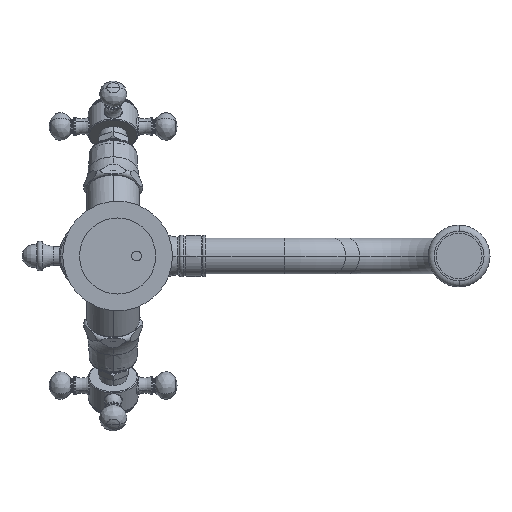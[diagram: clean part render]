
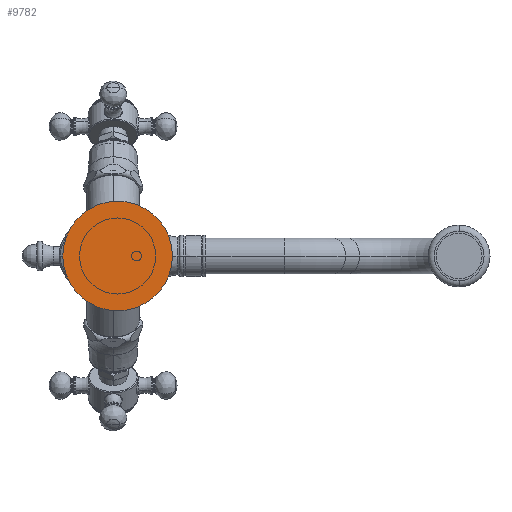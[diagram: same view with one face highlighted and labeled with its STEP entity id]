
A CAD part, front view. The second image highlights one B-rep face of the part: STEP entity #9782.
In plain terms, the highlighted planar face has unit normal (0, -1, 0).
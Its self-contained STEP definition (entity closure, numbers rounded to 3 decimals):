
#2468=CARTESIAN_POINT('',(0.,-5.,0.));
#2469=DIRECTION('',(0.,1.,0.));
#2470=DIRECTION('',(1.,0.,0.));
#2471=AXIS2_PLACEMENT_3D('',#2468,#2469,#2470);
#2482=CARTESIAN_POINT('',(0.,-5.,0.));
#2483=DIRECTION('',(0.,-1.,0.));
#2484=DIRECTION('',(1.,0.,0.));
#2485=AXIS2_PLACEMENT_3D('',#2482,#2483,#2484);
#7125=CARTESIAN_POINT('',(27.5,-5.,0.));
#7126=CARTESIAN_POINT('',(-27.5,-5.,0.));
#7127=VERTEX_POINT('',#7125);
#7128=VERTEX_POINT('',#7126);
#9773=CARTESIAN_POINT('',(0.,-5.,0.));
#9774=DIRECTION('',(0.,-1.,0.));
#9775=DIRECTION('',(-1.,0.,0.));
#9776=AXIS2_PLACEMENT_3D('',#9773,#9774,#9775);
#9777=PLANE('',#9776);
#9778=ORIENTED_EDGE('',*,*,#9760,.F.);
#9779=ORIENTED_EDGE('',*,*,#9739,.T.);
#9780=EDGE_LOOP('',(#9778,#9779));
#9781=FACE_OUTER_BOUND('',#9780,.F.);
#9782=ADVANCED_FACE('',(#9781),#9777,.T.);
#2472=CIRCLE('',#2471,27.5);
#2486=CIRCLE('',#2485,27.5);
#9739=EDGE_CURVE('',#7127,#7128,#2472,.T.);
#9760=EDGE_CURVE('',#7127,#7128,#2486,.T.);
